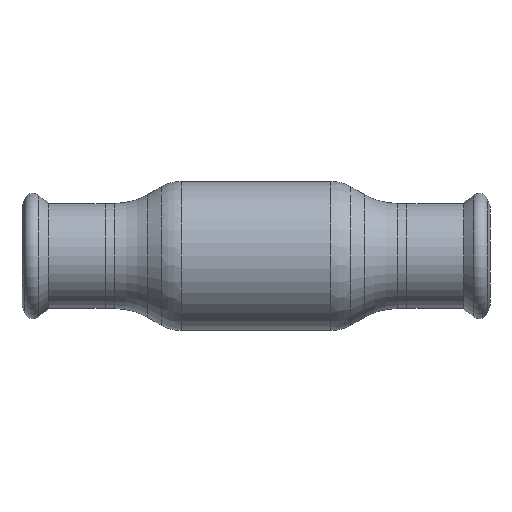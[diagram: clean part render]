
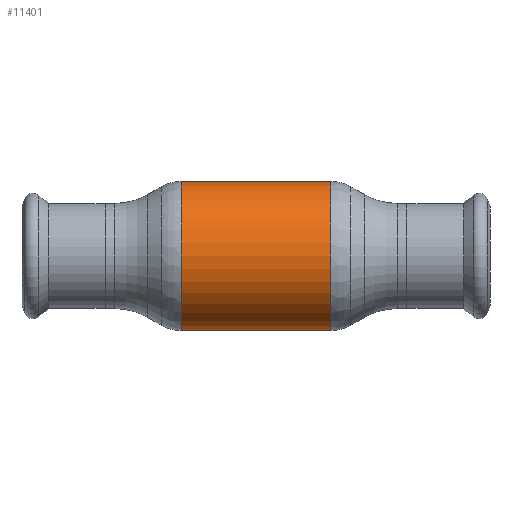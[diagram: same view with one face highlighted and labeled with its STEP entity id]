
A CAD part, front view. The second image highlights one B-rep face of the part: STEP entity #11401.
In plain terms, the highlighted cylindrical face has radius 22.25 mm (diameter 44.5 mm), a partial arc.
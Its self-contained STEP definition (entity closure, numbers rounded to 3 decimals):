
#516 = CARTESIAN_POINT ( 'NONE',  ( -22.285, 0., -22.25 ) ) ;
#1354 = DIRECTION ( 'NONE',  ( -1., 0., 0. ) ) ;
#1371 = EDGE_CURVE ( 'NONE', #36520, #39672, #20681, .T. ) ;
#1749 = CYLINDRICAL_SURFACE ( 'NONE', #12886, 22.25 ) ;
#1802 = DIRECTION ( 'NONE',  ( 0., 0., 1. ) ) ;
#2614 = CIRCLE ( 'NONE', #33979, 22.25 ) ;
#4907 = CARTESIAN_POINT ( 'NONE',  ( 22.285, 0., 0. ) ) ;
#7074 = EDGE_CURVE ( 'NONE', #36520, #58081, #2614, .T. ) ;
#7143 = EDGE_CURVE ( 'NONE', #39672, #53513, #17350, .T. ) ;
#8620 = ORIENTED_EDGE ( 'NONE', *, *, #13576, .T. ) ;
#9649 = ORIENTED_EDGE ( 'NONE', *, *, #7143, .F. ) ;
#11257 = DIRECTION ( 'NONE',  ( -1., 0., 0. ) ) ;
#11401 = ADVANCED_FACE ( 'NONE', ( #39769 ), #1749, .T. ) ;
#12710 = DIRECTION ( 'NONE',  ( -1., 0., 0. ) ) ;
#12886 = AXIS2_PLACEMENT_3D ( 'NONE', #30216, #11257, #43451 ) ;
#13576 = EDGE_CURVE ( 'NONE', #58081, #53513, #26774, .T. ) ;
#13839 = DIRECTION ( 'NONE',  ( -1., 0., 0. ) ) ;
#15376 = AXIS2_PLACEMENT_3D ( 'NONE', #25686, #48426, #1802 ) ;
#17350 = CIRCLE ( 'NONE', #15376, 22.25 ) ;
#20681 = LINE ( 'NONE', #60593, #57220 ) ;
#25686 = CARTESIAN_POINT ( 'NONE',  ( -22.285, 0., 0. ) ) ;
#26774 = LINE ( 'NONE', #31679, #38389 ) ;
#27876 = DIRECTION ( 'NONE',  ( 0., 0., 1. ) ) ;
#30216 = CARTESIAN_POINT ( 'NONE',  ( -62.69, 0., 0. ) ) ;
#30811 = ORIENTED_EDGE ( 'NONE', *, *, #7074, .T. ) ;
#31679 = CARTESIAN_POINT ( 'NONE',  ( -62.69, 0., 22.25 ) ) ;
#33979 = AXIS2_PLACEMENT_3D ( 'NONE', #4907, #13839, #27876 ) ;
#36520 = VERTEX_POINT ( 'NONE', #45137 ) ;
#38389 = VECTOR ( 'NONE', #12710, 1000. ) ;
#39672 = VERTEX_POINT ( 'NONE', #516 ) ;
#39769 = FACE_OUTER_BOUND ( 'NONE', #52400, .T. ) ;
#43451 = DIRECTION ( 'NONE',  ( 0., 0., 1. ) ) ;
#45137 = CARTESIAN_POINT ( 'NONE',  ( 22.285, 0., -22.25 ) ) ;
#46565 = ORIENTED_EDGE ( 'NONE', *, *, #1371, .F. ) ;
#48426 = DIRECTION ( 'NONE',  ( -1., 0., 0. ) ) ;
#52400 = EDGE_LOOP ( 'NONE', ( #46565, #30811, #8620, #9649 ) ) ;
#52609 = CARTESIAN_POINT ( 'NONE',  ( 22.285, 0., 22.25 ) ) ;
#53513 = VERTEX_POINT ( 'NONE', #55496 ) ;
#55496 = CARTESIAN_POINT ( 'NONE',  ( -22.285, 0., 22.25 ) ) ;
#57220 = VECTOR ( 'NONE', #1354, 1000. ) ;
#58081 = VERTEX_POINT ( 'NONE', #52609 ) ;
#60593 = CARTESIAN_POINT ( 'NONE',  ( -62.69, 0., -22.25 ) ) ;
